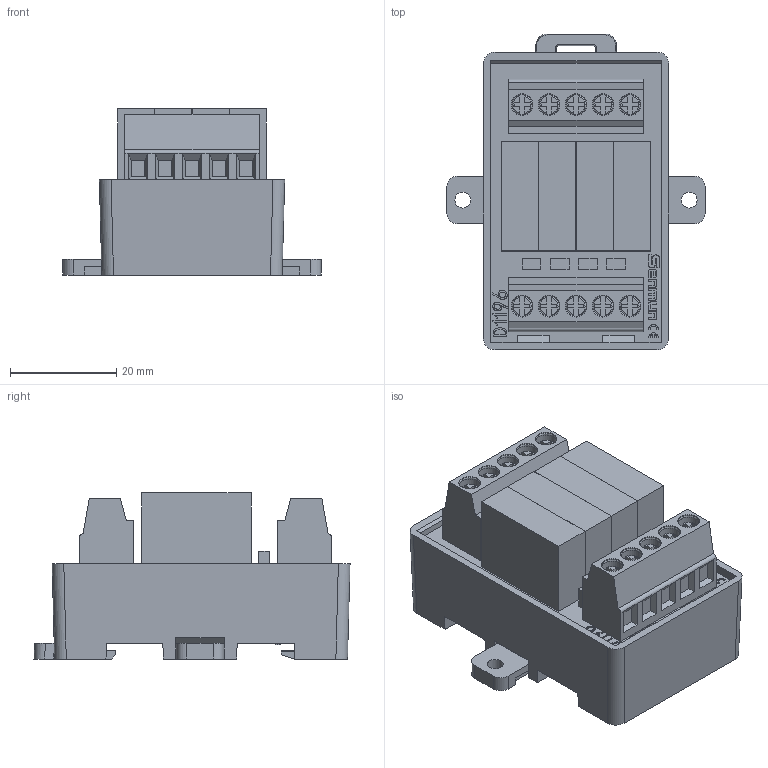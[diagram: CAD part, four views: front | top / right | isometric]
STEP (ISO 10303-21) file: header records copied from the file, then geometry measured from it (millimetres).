
FILE_DESCRIPTION(/* description */ (''),/* implementation_level */ '2;1');
FILE_NAME(/* name */ 'D1196-E.stp',/* time_stamp */ '2024-08-15T16:39:21+08:00',/* author */ (''),/* organization */ (''),/* preprocessor_version */ 'ST-DEVELOPER v14',/* originating_system */ 'SIEMENS PLM Software NX 8.0',/* authorisation */ '');
FILE_SCHEMA (('AUTOMOTIVE_DESIGN { 1 0 10303 214 3 1 1 1 }'));
Length unit declared in the file: millimetre
Products named in the file (1): Admi3268E6A58mjf
Bounding box: 48.6 x 59.51 x 31.3 mm (x, y, z)
Volume: 44104.8 mm3; surface area: 15361.3 mm2
Topology: 3 solids, 3 shells, 673 faces, 1769 edges, 1170 vertices
Faces by surface type: plane 538, cylinder 63, torus 30, cone 20, extrusion 12, bspline 10
Full cylindrical faces by diameter (mm): 3 x2, 4.1 x20
Entity records: 23166 total; most frequent: CARTESIAN_POINT 5925, ORIENTED_EDGE 3456, DIRECTION 3018, EDGE_CURVE 1728, VECTOR 1370, LINE 1358, VERTEX_POINT 1162, AXIS2_PLACEMENT_3D 824
